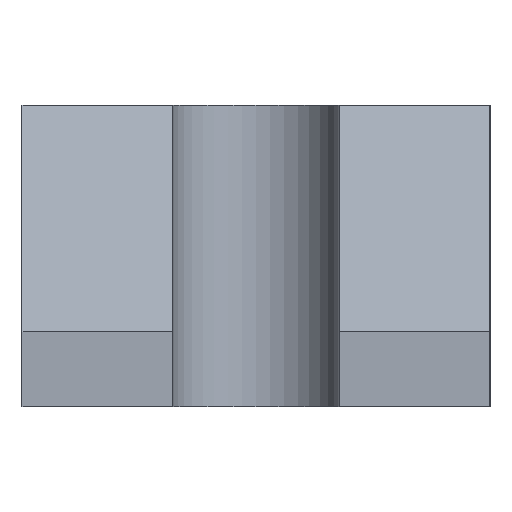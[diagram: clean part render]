
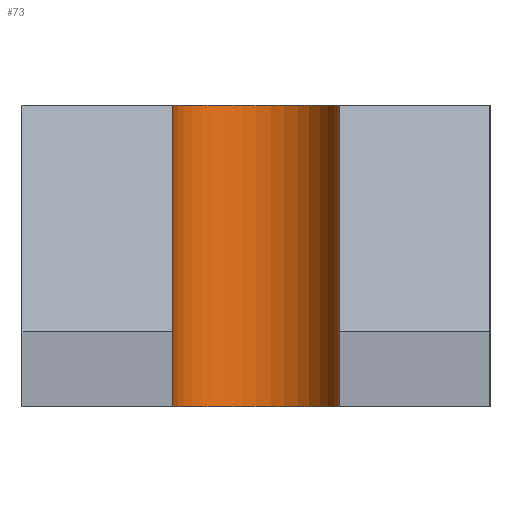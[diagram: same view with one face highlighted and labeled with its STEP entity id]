
A CAD part, left-side view. The second image highlights one B-rep face of the part: STEP entity #73.
In plain terms, the highlighted cylindrical face has radius 5.5 mm (diameter 11 mm), a partial arc.
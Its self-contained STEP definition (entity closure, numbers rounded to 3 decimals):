
#3 = CIRCLE ( 'NONE', #309, 5.5 ) ;
#20 = LINE ( 'NONE', #449, #353 ) ;
#46 = CIRCLE ( 'NONE', #99, 5.5 ) ;
#49 = ORIENTED_EDGE ( 'NONE', *, *, #124, .F. ) ;
#69 = CARTESIAN_POINT ( 'NONE',  ( 0., 0., 20. ) ) ;
#70 = AXIS2_PLACEMENT_3D ( 'NONE', #430, #360, #117 ) ;
#73 = ADVANCED_FACE ( 'NONE', ( #195 ), #437, .F. ) ;
#77 = EDGE_CURVE ( 'NONE', #327, #410, #3, .T. ) ;
#98 = ORIENTED_EDGE ( 'NONE', *, *, #441, .F. ) ;
#99 = AXIS2_PLACEMENT_3D ( 'NONE', #69, #274, #295 ) ;
#107 = VECTOR ( 'NONE', #188, 1000. ) ;
#117 = DIRECTION ( 'NONE',  ( 0., 1., 0. ) ) ;
#123 = EDGE_LOOP ( 'NONE', ( #239, #440, #49, #98 ) ) ;
#124 = EDGE_CURVE ( 'NONE', #467, #364, #46, .T. ) ;
#130 = DIRECTION ( 'NONE',  ( 0., 0., -1. ) ) ;
#131 = CARTESIAN_POINT ( 'NONE',  ( 0., 5.5, 20. ) ) ;
#155 = LINE ( 'NONE', #265, #107 ) ;
#188 = DIRECTION ( 'NONE',  ( 0., 0., 1. ) ) ;
#195 = FACE_OUTER_BOUND ( 'NONE', #123, .T. ) ;
#220 = CARTESIAN_POINT ( 'NONE',  ( 0., 5.5, 0. ) ) ;
#230 = CARTESIAN_POINT ( 'NONE',  ( 0., 0., 0. ) ) ;
#239 = ORIENTED_EDGE ( 'NONE', *, *, #77, .T. ) ;
#265 = CARTESIAN_POINT ( 'NONE',  ( 0., 5.5, 0. ) ) ;
#274 = DIRECTION ( 'NONE',  ( 0., 0., -1. ) ) ;
#292 = EDGE_CURVE ( 'NONE', #364, #410, #20, .T. ) ;
#295 = DIRECTION ( 'NONE',  ( 0., 1., 0. ) ) ;
#300 = CARTESIAN_POINT ( 'NONE',  ( 0., -5.5, 0. ) ) ;
#309 = AXIS2_PLACEMENT_3D ( 'NONE', #230, #357, #333 ) ;
#327 = VERTEX_POINT ( 'NONE', #220 ) ;
#333 = DIRECTION ( 'NONE',  ( 0., 1., 0. ) ) ;
#353 = VECTOR ( 'NONE', #130, 1000. ) ;
#357 = DIRECTION ( 'NONE',  ( 0., 0., -1. ) ) ;
#360 = DIRECTION ( 'NONE',  ( 0., 0., 1. ) ) ;
#364 = VERTEX_POINT ( 'NONE', #387 ) ;
#387 = CARTESIAN_POINT ( 'NONE',  ( 0., -5.5, 20. ) ) ;
#410 = VERTEX_POINT ( 'NONE', #300 ) ;
#430 = CARTESIAN_POINT ( 'NONE',  ( 0., 0., 0. ) ) ;
#437 = CYLINDRICAL_SURFACE ( 'NONE', #70, 5.5 ) ;
#440 = ORIENTED_EDGE ( 'NONE', *, *, #292, .F. ) ;
#441 = EDGE_CURVE ( 'NONE', #327, #467, #155, .T. ) ;
#449 = CARTESIAN_POINT ( 'NONE',  ( 0., -5.5, 0. ) ) ;
#467 = VERTEX_POINT ( 'NONE', #131 ) ;
